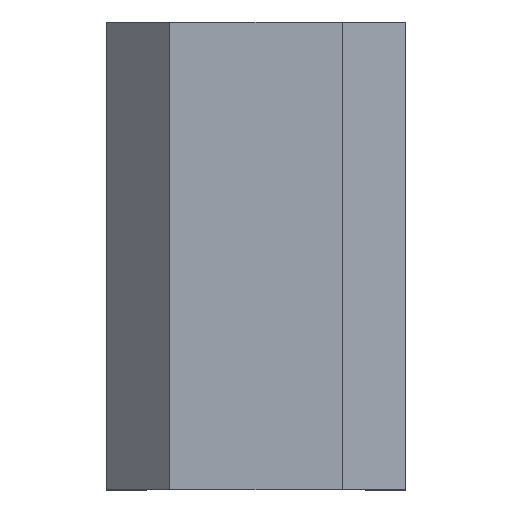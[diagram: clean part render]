
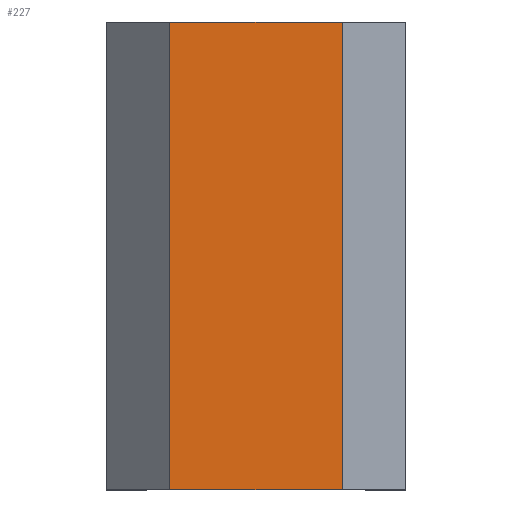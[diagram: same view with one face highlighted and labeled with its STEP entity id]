
A CAD part, top view. The second image highlights one B-rep face of the part: STEP entity #227.
In plain terms, the highlighted planar face has unit normal (0, 0, 1).
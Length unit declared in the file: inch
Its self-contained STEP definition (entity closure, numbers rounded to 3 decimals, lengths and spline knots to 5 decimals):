
#21=FACE_OUTER_BOUND('',#33,.T.);
#33=EDGE_LOOP('',(#179,#180,#181,#182));
#42=LINE('',#325,#72);
#58=LINE('',#356,#88);
#61=LINE('',#363,#91);
#62=LINE('',#364,#92);
#72=VECTOR('',#266,0.3937);
#88=VECTOR('',#290,0.3937);
#91=VECTOR('',#297,0.3937);
#92=VECTOR('',#298,0.3937);
#102=VERTEX_POINT('',#322);
#103=VERTEX_POINT('',#324);
#114=VERTEX_POINT('',#354);
#116=VERTEX_POINT('',#362);
#122=EDGE_CURVE('',#103,#102,#42,.T.);
#138=EDGE_CURVE('',#102,#114,#58,.T.);
#141=EDGE_CURVE('',#116,#114,#61,.F.);
#142=EDGE_CURVE('',#103,#116,#62,.T.);
#179=ORIENTED_EDGE('',*,*,#122,.T.);
#180=ORIENTED_EDGE('',*,*,#138,.T.);
#181=ORIENTED_EDGE('',*,*,#141,.F.);
#182=ORIENTED_EDGE('',*,*,#142,.F.);
#215=PLANE('',#253);
#227=ADVANCED_FACE('',(#21),#215,.T.);
#253=AXIS2_PLACEMENT_3D('',#361,#295,#296);
#266=DIRECTION('',(1.,0.,0.));
#290=DIRECTION('',(0.,1.,0.));
#295=DIRECTION('center_axis',(0.,0.,1.));
#296=DIRECTION('ref_axis',(1.,0.,0.));
#297=DIRECTION('',(-1.,0.,0.));
#298=DIRECTION('',(0.,1.,0.));
#322=CARTESIAN_POINT('',(5.75,84.25,5.));
#324=CARTESIAN_POINT('',(-5.75,84.25,5.));
#325=CARTESIAN_POINT('',(-7.875,84.25,5.));
#354=CARTESIAN_POINT('',(5.75,115.5,5.));
#356=CARTESIAN_POINT('',(5.75,21.25,5.));
#361=CARTESIAN_POINT('Origin',(-5.75,21.25,5.));
#362=CARTESIAN_POINT('',(-5.75,115.5,5.));
#363=CARTESIAN_POINT('',(-2.875,115.5,5.));
#364=CARTESIAN_POINT('',(-5.75,21.25,5.));
